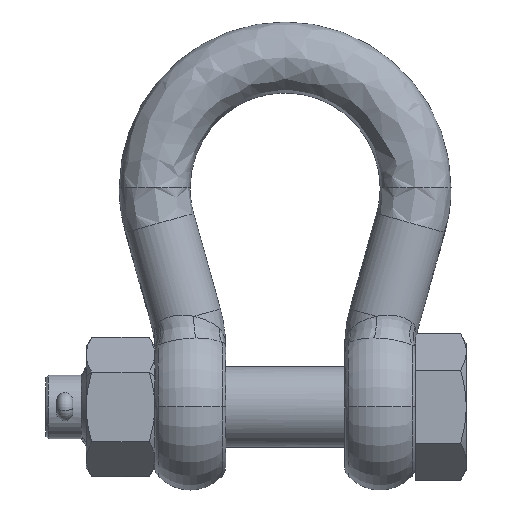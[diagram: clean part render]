
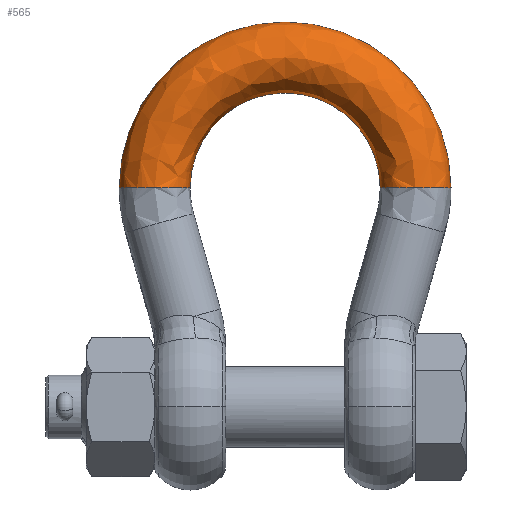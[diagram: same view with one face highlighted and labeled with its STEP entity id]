
A CAD part, top view. The second image highlights one B-rep face of the part: STEP entity #565.
In plain terms, the highlighted free-form (B-spline) face has degree [3, 3] with [4, 4] control points.
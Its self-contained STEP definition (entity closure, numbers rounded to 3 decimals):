
#565=ADVANCED_FACE('NONE',(#1790),#1791,.F.);
#1790=FACE_OUTER_BOUND('',#10303,.T.);
#1791=(B_SPLINE_SURFACE(3,3,((#10305,#10306,#10307,#10308),(#10309,#10310,#10311,#10312),(#10313,#10314,#10315,#10316),(#10317,#10318,#10319,#10320)),.UNSPECIFIED.,.F.,.F.,.F.)B_SPLINE_SURFACE_WITH_KNOTS((4,4),(4,4),(0.0,1.0),(0.0,1.0),.UNSPECIFIED.)RATIONAL_B_SPLINE_SURFACE(((1.0,0.333,0.333,1.0),(0.333,0.111,0.111,0.333),(0.333,0.111,0.111,0.333),(1.0,0.333,0.333,1.0)))BOUNDED_SURFACE()REPRESENTATION_ITEM('')GEOMETRIC_REPRESENTATION_ITEM()SURFACE());
#10303=EDGE_LOOP('',(#18852,#18853,#18854,#18855));
#10305=CARTESIAN_POINT('',(-37.5,86.5,0.));
#10306=CARTESIAN_POINT('',(-37.5,161.5,0.));
#10307=CARTESIAN_POINT('',(37.5,161.5,0.));
#10308=CARTESIAN_POINT('',(37.5,86.5,0.));
#10309=CARTESIAN_POINT('',(-37.5,86.5,28.0));
#10310=CARTESIAN_POINT('',(-37.5,161.5,28.0));
#10311=CARTESIAN_POINT('',(37.5,161.5,28.0));
#10312=CARTESIAN_POINT('',(37.5,86.5,28.0));
#10313=CARTESIAN_POINT('',(-65.5,86.5,28.0));
#10314=CARTESIAN_POINT('',(-65.5,217.5,28.0));
#10315=CARTESIAN_POINT('',(65.5,217.5,28.0));
#10316=CARTESIAN_POINT('',(65.5,86.5,28.0));
#10317=CARTESIAN_POINT('',(-65.5,86.5,0.));
#10318=CARTESIAN_POINT('',(-65.5,217.5,0.));
#10319=CARTESIAN_POINT('',(65.5,217.5,0.));
#10320=CARTESIAN_POINT('',(65.5,86.5,0.));
#18852=ORIENTED_EDGE('',*,*,#22167,.T.);
#18853=ORIENTED_EDGE('',*,*,#22168,.T.);
#18854=ORIENTED_EDGE('',*,*,#22104,.F.);
#18855=ORIENTED_EDGE('',*,*,#22169,.T.);
#22104=EDGE_CURVE('NONE',#25209,#25210,#25211,.T.);
#22167=EDGE_CURVE('NONE',#25303,#25304,#25305,.T.);
#22168=EDGE_CURVE('NONE',#25304,#25210,#25306,.T.);
#22169=EDGE_CURVE('NONE',#25209,#25303,#25307,.T.);
#25209=VERTEX_POINT('NONE',#35613);
#25210=VERTEX_POINT('NONE',#35614);
#25211=CIRCLE('',#35615,14.0);
#25303=VERTEX_POINT('NONE',#35873);
#25304=VERTEX_POINT('NONE',#35874);
#25305=CIRCLE('',#35875,14.0);
#25306=CIRCLE('',#35876,65.5);
#25307=CIRCLE('',#35877,37.5);
#35613=CARTESIAN_POINT('',(-37.5,86.5,0.));
#35614=CARTESIAN_POINT('',(-65.5,86.5,0.));
#35615=AXIS2_PLACEMENT_3D('',#40781,#40782,#40783);
#35873=CARTESIAN_POINT('',(37.5,86.5,0.));
#35874=CARTESIAN_POINT('',(65.5,86.5,0.));
#35875=AXIS2_PLACEMENT_3D('',#40855,#40856,#40857);
#35876=AXIS2_PLACEMENT_3D('',#40858,#40859,#40860);
#35877=AXIS2_PLACEMENT_3D('',#40861,#40862,#40863);
#40781=CARTESIAN_POINT('',(-51.5,86.5,0.));
#40782=DIRECTION('',(0.0,-1.0,0.0));
#40783=DIRECTION('',(0.0,0.0,-1.0));
#40855=CARTESIAN_POINT('',(51.5,86.5,0.));
#40856=DIRECTION('',(0.0,1.0,-0.0));
#40857=DIRECTION('',(0.0,0.0,1.0));
#40858=CARTESIAN_POINT('',(0.0,86.5,0.));
#40859=DIRECTION('',(0.0,0.0,1.0));
#40860=DIRECTION('',(-1.0,0.0,0.0));
#40861=CARTESIAN_POINT('',(0.0,86.5,0.));
#40862=DIRECTION('',(0.0,0.0,-1.0));
#40863=DIRECTION('',(-1.0,0.0,0.0));
